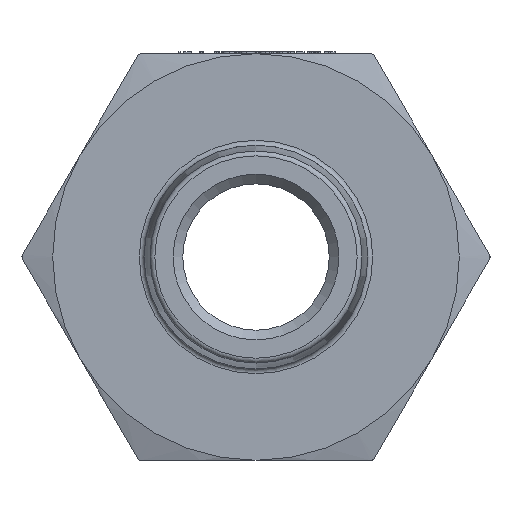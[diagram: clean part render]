
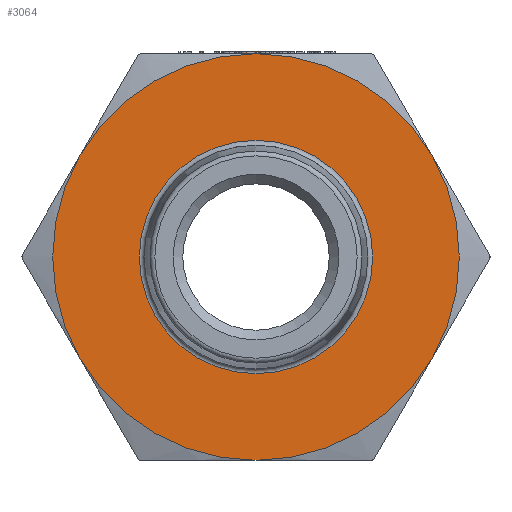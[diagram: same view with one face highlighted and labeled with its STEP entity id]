
A CAD part, left-side view. The second image highlights one B-rep face of the part: STEP entity #3064.
In plain terms, the highlighted planar face has unit normal (-1, 0, 0).
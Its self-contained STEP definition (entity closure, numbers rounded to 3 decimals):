
#1666 = AXIS2_PLACEMENT_3D ( 'NONE', #7636, #7637, #7638 ) ;
#1755 = CIRCLE ( 'NONE', #14464, 5.737 ) ;
#1757 = CIRCLE ( 'NONE', #14462, 10. ) ;
#1758 = CIRCLE ( 'NONE', #14459, 10. ) ;
#1759 = CIRCLE ( 'NONE', #12886, 10. ) ;
#1760 = CIRCLE ( 'NONE', #12887, 10. ) ;
#1761 = CIRCLE ( 'NONE', #12888, 10. ) ;
#1762 = CIRCLE ( 'NONE', #12889, 10. ) ;
#1794 = VERTEX_POINT ( 'NONE', #14355 ) ;
#1953 = VERTEX_POINT ( 'NONE', #5294 ) ;
#1955 = VERTEX_POINT ( 'NONE', #5415 ) ;
#2143 = EDGE_LOOP ( 'NONE', ( #3623, #3715, #3714, #3711, #3349, #3372 ) ) ;
#2144 = EDGE_LOOP ( 'NONE', ( #3452 ) ) ;
#2227 = VERTEX_POINT ( 'NONE', #6202 ) ;
#2228 = VERTEX_POINT ( 'NONE', #6203 ) ;
#2229 = VERTEX_POINT ( 'NONE', #6204 ) ;
#2256 = VERTEX_POINT ( 'NONE', #6206 ) ;
#3064 = ADVANCED_FACE ( 'NONE', ( #8139, #8141 ), #7635, .F. ) ;
#3349 = ORIENTED_EDGE ( 'NONE', *, *, #15130, .T. ) ;
#3372 = ORIENTED_EDGE ( 'NONE', *, *, #15131, .T. ) ;
#3452 = ORIENTED_EDGE ( 'NONE', *, *, #15124, .F. ) ;
#3623 = ORIENTED_EDGE ( 'NONE', *, *, #15126, .T. ) ;
#3711 = ORIENTED_EDGE ( 'NONE', *, *, #15129, .T. ) ;
#3714 = ORIENTED_EDGE ( 'NONE', *, *, #15128, .T. ) ;
#3715 = ORIENTED_EDGE ( 'NONE', *, *, #15127, .T. ) ;
#5294 = CARTESIAN_POINT ( 'NONE',  ( -4.25, 8.66, 5. ) ) ;
#5415 = CARTESIAN_POINT ( 'NONE',  ( -4.25, 8.66, -5. ) ) ;
#6202 = CARTESIAN_POINT ( 'NONE',  ( -4.25, 0., -10. ) ) ;
#6203 = CARTESIAN_POINT ( 'NONE',  ( -4.25, -8.66, -5. ) ) ;
#6204 = CARTESIAN_POINT ( 'NONE',  ( -4.25, -8.66, 5. ) ) ;
#6206 = CARTESIAN_POINT ( 'NONE',  ( -4.25, 0., 10. ) ) ;
#7635 = PLANE ( 'NONE',  #1666 ) ;
#7636 = CARTESIAN_POINT ( 'NONE',  ( -4.25, 0., 0. ) ) ;
#7637 = DIRECTION ( 'NONE',  ( 1., 0., 0. ) ) ;
#7638 = DIRECTION ( 'NONE',  ( 0., 0., -1. ) ) ;
#8139 = FACE_OUTER_BOUND ( 'NONE', #2143, .T. ) ;
#8141 = FACE_BOUND ( 'NONE', #2144, .T. ) ;
#9487 = DIRECTION ( 'NONE',  ( 0., 0., -1. ) ) ;
#9488 = DIRECTION ( 'NONE',  ( -1., 0., 0. ) ) ;
#9489 = CARTESIAN_POINT ( 'NONE',  ( -4.25, 0., 0. ) ) ;
#12886 = AXIS2_PLACEMENT_3D ( 'NONE', #14225, #14226, #14227 ) ;
#12887 = AXIS2_PLACEMENT_3D ( 'NONE', #14228, #14229, #14230 ) ;
#12888 = AXIS2_PLACEMENT_3D ( 'NONE', #14231, #14232, #14233 ) ;
#12889 = AXIS2_PLACEMENT_3D ( 'NONE', #14234, #14235, #14236 ) ;
#14219 = CARTESIAN_POINT ( 'NONE',  ( -4.25, 0., 0. ) ) ;
#14220 = DIRECTION ( 'NONE',  ( -1., 0., 0. ) ) ;
#14221 = DIRECTION ( 'NONE',  ( 0., 0., 1. ) ) ;
#14222 = CARTESIAN_POINT ( 'NONE',  ( -4.25, 0., 0. ) ) ;
#14223 = DIRECTION ( 'NONE',  ( -1., 0., 0. ) ) ;
#14224 = DIRECTION ( 'NONE',  ( 0., 0., 1. ) ) ;
#14225 = CARTESIAN_POINT ( 'NONE',  ( -4.25, 0., 0. ) ) ;
#14226 = DIRECTION ( 'NONE',  ( -1., 0., 0. ) ) ;
#14227 = DIRECTION ( 'NONE',  ( 0., 0., 1. ) ) ;
#14228 = CARTESIAN_POINT ( 'NONE',  ( -4.25, 0., 0. ) ) ;
#14229 = DIRECTION ( 'NONE',  ( -1., 0., 0. ) ) ;
#14230 = DIRECTION ( 'NONE',  ( 0., 0., 1. ) ) ;
#14231 = CARTESIAN_POINT ( 'NONE',  ( -4.25, 0., 0. ) ) ;
#14232 = DIRECTION ( 'NONE',  ( -1., 0., 0. ) ) ;
#14233 = DIRECTION ( 'NONE',  ( 0., 0., 1. ) ) ;
#14234 = CARTESIAN_POINT ( 'NONE',  ( -4.25, 0., 0. ) ) ;
#14235 = DIRECTION ( 'NONE',  ( -1., 0., 0. ) ) ;
#14236 = DIRECTION ( 'NONE',  ( 0., 0., 1. ) ) ;
#14355 = CARTESIAN_POINT ( 'NONE',  ( -4.25, 0., -5.737 ) ) ;
#14459 = AXIS2_PLACEMENT_3D ( 'NONE', #14222, #14223, #14224 ) ;
#14462 = AXIS2_PLACEMENT_3D ( 'NONE', #14219, #14220, #14221 ) ;
#14464 = AXIS2_PLACEMENT_3D ( 'NONE', #9489, #9488, #9487 ) ;
#15124 = EDGE_CURVE ( 'NONE', #1794, #1794, #1755, .T. ) ;
#15126 = EDGE_CURVE ( 'NONE', #2227, #2228, #1757, .T. ) ;
#15127 = EDGE_CURVE ( 'NONE', #2228, #2229, #1758, .T. ) ;
#15128 = EDGE_CURVE ( 'NONE', #2229, #2256, #1759, .T. ) ;
#15129 = EDGE_CURVE ( 'NONE', #2256, #1953, #1760, .T. ) ;
#15130 = EDGE_CURVE ( 'NONE', #1953, #1955, #1761, .T. ) ;
#15131 = EDGE_CURVE ( 'NONE', #1955, #2227, #1762, .T. ) ;
